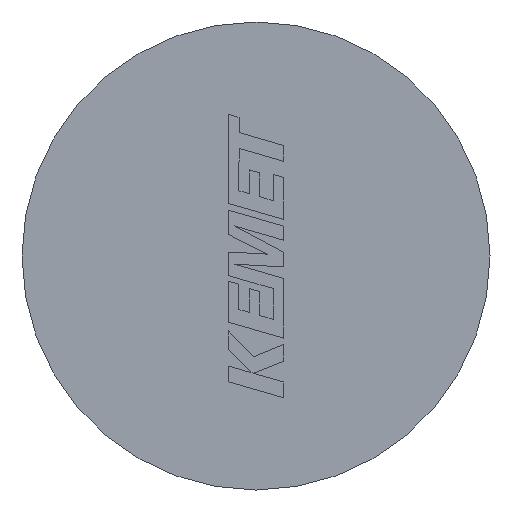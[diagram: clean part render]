
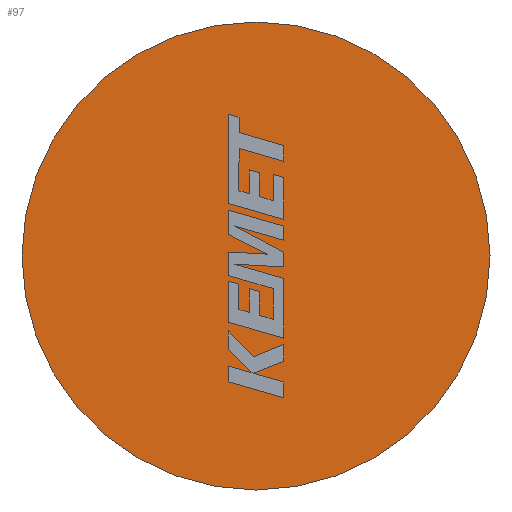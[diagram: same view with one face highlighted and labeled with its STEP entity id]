
A CAD part, left-side view. The second image highlights one B-rep face of the part: STEP entity #97.
In plain terms, the highlighted planar face has unit normal (-1, 0, 0).
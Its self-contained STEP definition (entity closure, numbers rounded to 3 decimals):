
#19 = CIRCLE ( 'NONE', #1668, 5.25 ) ;
#97 = ADVANCED_FACE ( 'NONE', ( #2859 ), #2634, .F. ) ;
#108 = CARTESIAN_POINT ( 'NONE',  ( 0., 0., 5.25 ) ) ;
#150 = DIRECTION ( 'NONE',  ( 0., 0., -1. ) ) ;
#265 = EDGE_LOOP ( 'NONE', ( #3321, #1085 ) ) ;
#457 = VERTEX_POINT ( 'NONE', #2640 ) ;
#518 = DIRECTION ( 'NONE',  ( 1., 0., 0. ) ) ;
#521 = AXIS2_PLACEMENT_3D ( 'NONE', #3131, #518, #3056 ) ;
#587 = CIRCLE ( 'NONE', #521, 5.25 ) ;
#787 = AXIS2_PLACEMENT_3D ( 'NONE', #1380, #1709, #150 ) ;
#865 = EDGE_CURVE ( 'NONE', #457, #1110, #587, .T. ) ;
#1085 = ORIENTED_EDGE ( 'NONE', *, *, #865, .F. ) ;
#1110 = VERTEX_POINT ( 'NONE', #108 ) ;
#1116 = EDGE_CURVE ( 'NONE', #1110, #457, #19, .T. ) ;
#1175 = DIRECTION ( 'NONE',  ( 0., 0., -1. ) ) ;
#1380 = CARTESIAN_POINT ( 'NONE',  ( 0., 0., 0. ) ) ;
#1668 = AXIS2_PLACEMENT_3D ( 'NONE', #2689, #1713, #1175 ) ;
#1709 = DIRECTION ( 'NONE',  ( 1., 0., 0. ) ) ;
#1713 = DIRECTION ( 'NONE',  ( 1., 0., 0. ) ) ;
#2634 = PLANE ( 'NONE',  #787 ) ;
#2640 = CARTESIAN_POINT ( 'NONE',  ( 0., 0., -5.25 ) ) ;
#2689 = CARTESIAN_POINT ( 'NONE',  ( 0., 0., 0. ) ) ;
#2859 = FACE_OUTER_BOUND ( 'NONE', #265, .T. ) ;
#3056 = DIRECTION ( 'NONE',  ( 0., 0., -1. ) ) ;
#3131 = CARTESIAN_POINT ( 'NONE',  ( 0., 0., 0. ) ) ;
#3321 = ORIENTED_EDGE ( 'NONE', *, *, #1116, .F. ) ;
